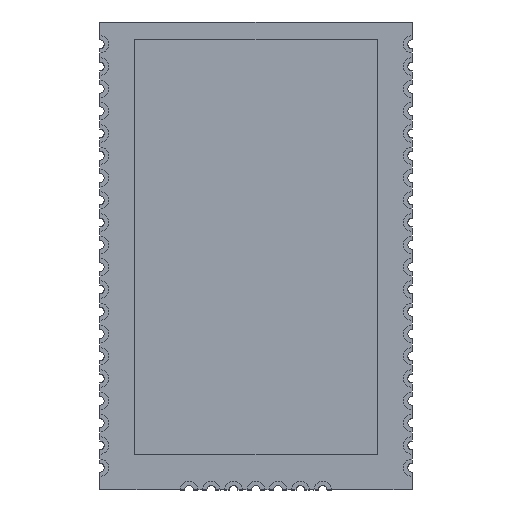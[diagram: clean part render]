
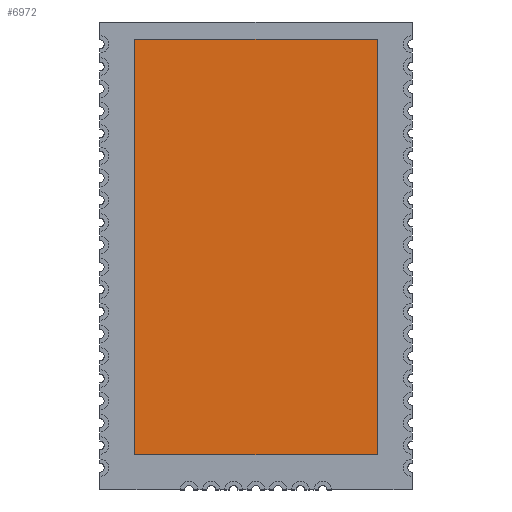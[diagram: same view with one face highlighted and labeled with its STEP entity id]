
A CAD part, top view. The second image highlights one B-rep face of the part: STEP entity #6972.
In plain terms, the highlighted planar face has unit normal (0, 0, 1).
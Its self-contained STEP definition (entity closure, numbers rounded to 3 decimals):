
#92 = VERTEX_POINT ( 'NONE', #15262 ) ;
#692 = VECTOR ( 'NONE', #1094, 1000. ) ;
#859 = ORIENTED_EDGE ( 'NONE', *, *, #11891, .T. ) ;
#1094 = DIRECTION ( 'NONE',  ( 1., 0., 0. ) ) ;
#1120 = ORIENTED_EDGE ( 'NONE', *, *, #11960, .T. ) ;
#1177 = LINE ( 'NONE', #3853, #692 ) ;
#1621 = CARTESIAN_POINT ( 'NONE',  ( 0., 0., 3. ) ) ;
#1790 = VECTOR ( 'NONE', #2903, 1000. ) ;
#2427 = CARTESIAN_POINT ( 'NONE',  ( 15.8, 2., 3. ) ) ;
#2881 = VERTEX_POINT ( 'NONE', #2427 ) ;
#2903 = DIRECTION ( 'NONE',  ( 0., 1., 0. ) ) ;
#3297 = FACE_OUTER_BOUND ( 'NONE', #3865, .T. ) ;
#3853 = CARTESIAN_POINT ( 'NONE',  ( 2., 2., 3. ) ) ;
#3865 = EDGE_LOOP ( 'NONE', ( #13843, #15284, #1120, #859 ) ) ;
#3985 = VERTEX_POINT ( 'NONE', #16636 ) ;
#4225 = CARTESIAN_POINT ( 'NONE',  ( 15.8, 2., 3. ) ) ;
#4589 = EDGE_CURVE ( 'NONE', #12732, #92, #14593, .T. ) ;
#4850 = CARTESIAN_POINT ( 'NONE',  ( 2., 25.67, 3. ) ) ;
#6725 = CARTESIAN_POINT ( 'NONE',  ( 2., 2., 3. ) ) ;
#6967 = DIRECTION ( 'NONE',  ( 0., 0., -1. ) ) ;
#6972 = ADVANCED_FACE ( 'NONE', ( #3297 ), #8337, .F. ) ;
#7763 = CARTESIAN_POINT ( 'NONE',  ( 2., 25.67, 3. ) ) ;
#7957 = EDGE_CURVE ( 'NONE', #92, #2881, #1177, .T. ) ;
#8337 = PLANE ( 'NONE',  #15425 ) ;
#10110 = VECTOR ( 'NONE', #13442, 1000. ) ;
#11891 = EDGE_CURVE ( 'NONE', #3985, #12732, #15728, .T. ) ;
#11960 = EDGE_CURVE ( 'NONE', #2881, #3985, #13205, .T. ) ;
#12732 = VERTEX_POINT ( 'NONE', #7763 ) ;
#12764 = DIRECTION ( 'NONE',  ( -1., 0., 0. ) ) ;
#13205 = LINE ( 'NONE', #4225, #1790 ) ;
#13442 = DIRECTION ( 'NONE',  ( 0., -1., 0. ) ) ;
#13843 = ORIENTED_EDGE ( 'NONE', *, *, #4589, .T. ) ;
#14593 = LINE ( 'NONE', #6725, #10110 ) ;
#15006 = DIRECTION ( 'NONE',  ( -1., 0., 0. ) ) ;
#15262 = CARTESIAN_POINT ( 'NONE',  ( 2., 2., 3. ) ) ;
#15284 = ORIENTED_EDGE ( 'NONE', *, *, #7957, .T. ) ;
#15425 = AXIS2_PLACEMENT_3D ( 'NONE', #1621, #6967, #15006 ) ;
#15728 = LINE ( 'NONE', #4850, #16572 ) ;
#16572 = VECTOR ( 'NONE', #12764, 1000. ) ;
#16636 = CARTESIAN_POINT ( 'NONE',  ( 15.8, 25.67, 3. ) ) ;
